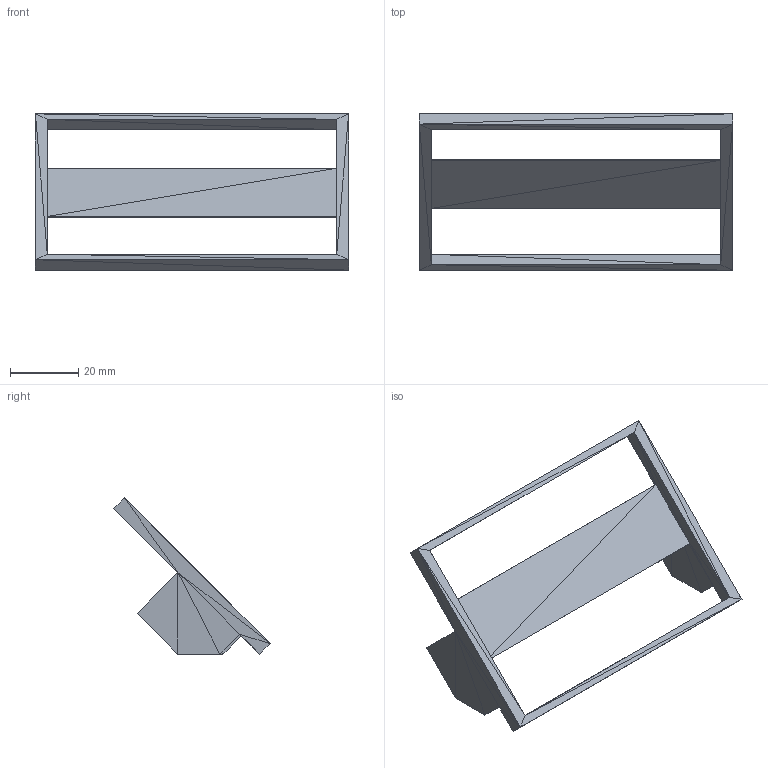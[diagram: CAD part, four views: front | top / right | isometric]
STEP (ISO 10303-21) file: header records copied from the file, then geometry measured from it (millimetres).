
FILE_DESCRIPTION((''),'2;1');
FILE_NAME('BodyV2', '2025-10-30T00:58:52', (''), (''), 'ImageToStl.com STEP Converter','', '');
FILE_SCHEMA(('AUTOMOTIVE_DESIGN_CC2'));
Length unit declared in the file: metre
Products named in the file (1): product0
Bounding box: 92 x 45.92 x 45.92 mm (x, y, z)
Surface area: 9369.7 mm2 (no closed solid volume)
Topology: 0 solids, 92 shells, 92 faces, 276 edges, 44 vertices
Faces by surface type: plane 92
Entity records: 2140 total; most frequent: DIRECTION 462, ORIENTED_EDGE 276, EDGE_CURVE 276, LINE 276, VECTOR 276, AXIS2_PLACEMENT_3D 93, FACE_SURFACE 92, PLANE 92
